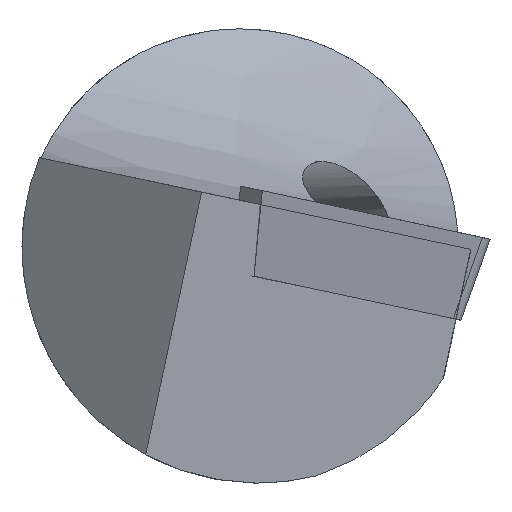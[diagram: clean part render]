
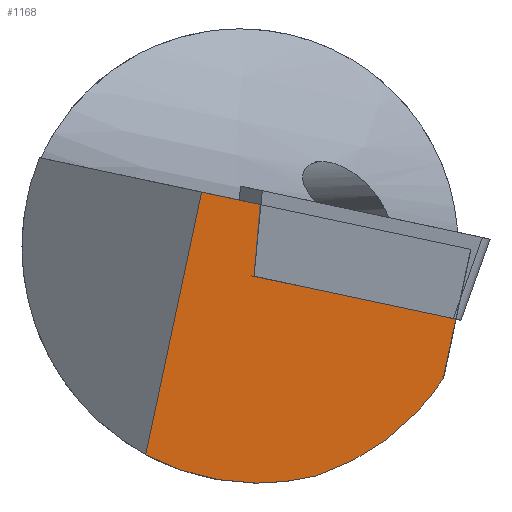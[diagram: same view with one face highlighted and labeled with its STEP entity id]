
A CAD part, left-side view. The second image highlights one B-rep face of the part: STEP entity #1168.
In plain terms, the highlighted planar face has unit normal (-0.996, 0.085, 0.018).
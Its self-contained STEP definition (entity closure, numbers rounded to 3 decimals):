
#49=ELLIPSE('',#1291,6.641,6.616);
#50=ELLIPSE('',#1293,6.525,6.5);
#61=PLANE('',#1308);
#97=LINE('',#1878,#185);
#101=LINE('',#1924,#189);
#108=LINE('',#1949,#196);
#185=VECTOR('',#1445,1000.);
#189=VECTOR('',#1465,1000.);
#196=VECTOR('',#1498,1000.);
#349=ORIENTED_EDGE('',*,*,#624,.T.);
#350=ORIENTED_EDGE('',*,*,#640,.F.);
#351=ORIENTED_EDGE('',*,*,#616,.T.);
#352=ORIENTED_EDGE('',*,*,#630,.F.);
#353=ORIENTED_EDGE('',*,*,#627,.F.);
#616=EDGE_CURVE('',#775,#776,#97,.T.);
#624=EDGE_CURVE('',#783,#782,#49,.T.);
#627=EDGE_CURVE('',#783,#784,#50,.F.);
#630=EDGE_CURVE('',#784,#776,#101,.T.);
#640=EDGE_CURVE('',#775,#782,#108,.T.);
#775=VERTEX_POINT('',#1879);
#776=VERTEX_POINT('',#1880);
#782=VERTEX_POINT('',#1900);
#783=VERTEX_POINT('',#1902);
#784=VERTEX_POINT('',#1917);
#951=EDGE_LOOP('',(#349,#350,#351,#352,#353));
#1049=FACE_BOUND('',#951,.T.);
#1168=ADVANCED_FACE('',(#1049),#61,.T.);
#1291=AXIS2_PLACEMENT_3D('',#1901,#1455,#1456);
#1293=AXIS2_PLACEMENT_3D('',#1916,#1459,#1460);
#1308=AXIS2_PLACEMENT_3D('',#1948,#1496,#1497);
#1445=DIRECTION('',(0.087,0.974,0.207));
#1455=DIRECTION('',(-0.996,0.085,0.018));
#1456=DIRECTION('',(-0.087,-0.974,-0.207));
#1459=DIRECTION('',(-0.996,0.085,0.018));
#1460=DIRECTION('',(-0.087,-0.974,-0.207));
#1465=DIRECTION('',(0.,-0.208,0.978));
#1496=DIRECTION('',(-0.996,0.085,0.018));
#1497=DIRECTION('',(-0.085,-0.996,0.));
#1498=DIRECTION('',(0.,0.208,-0.978));
#1878=CARTESIAN_POINT('',(0.888,-1.009,1.069));
#1879=CARTESIAN_POINT('',(0.411,-6.347,-0.066));
#1880=CARTESIAN_POINT('',(1.073,1.06,1.509));
#1900=CARTESIAN_POINT('',(0.411,-5.59,-3.626));
#1901=CARTESIAN_POINT('',(0.951,-0.05,-0.011));
#1902=CARTESIAN_POINT('',(0.66,-2.104,-6.299));
#1916=CARTESIAN_POINT('',(0.912,-0.5,0.));
#1917=CARTESIAN_POINT('',(1.073,2.596,-5.716));
#1924=CARTESIAN_POINT('',(1.073,3.095,-8.063));
#1948=CARTESIAN_POINT('',(0.409,-4.326,-9.64));
#1949=CARTESIAN_POINT('',(0.411,-4.312,-9.637));
